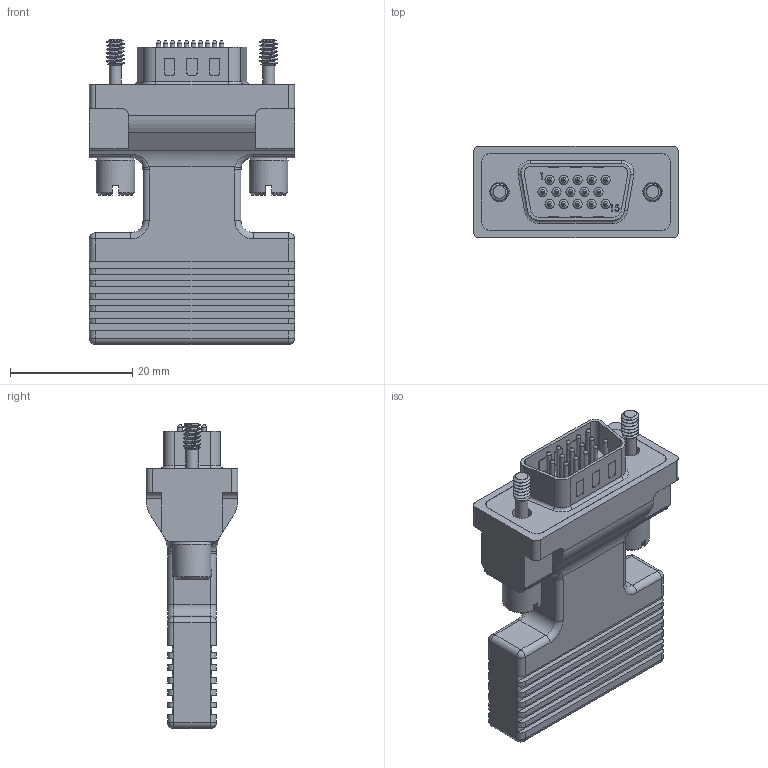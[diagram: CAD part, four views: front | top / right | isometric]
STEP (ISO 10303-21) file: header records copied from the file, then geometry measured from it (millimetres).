
FILE_DESCRIPTION (( 'STEP AP214' ), '1' );
FILE_NAME ('VHC00020.STEP', '2018-04-30T19:22:02', ( '' ), ( '' ), 'SwSTEP 2.0', 'SolidWorks 2017', '' );
FILE_SCHEMA (( 'AUTOMOTIVE_DESIGN' ));
Length unit declared in the file: inch
Products named in the file (5): 1AC04-001; 1AV02-007_SINGLE CONTACT; VHC00020-MA1; VHC00020; 1AJ06-027_WITHOUT KNURL
Assembly tree (19 placements, depth 2):
  VHC00020
    VHC00020-MA1
    1AV02-007_SINGLE CONTACT  x15
    1AC04-001
    1AJ06-027_WITHOUT KNURL  x2
Bounding box: 33.5 x 15 x 49.8 mm (x, y, z)
Volume: 11632 mm3; surface area: 10165.6 mm2
Topology: 19 solids, 19 shells, 1027 faces, 2709 edges, 1776 vertices
Faces by surface type: plane 554, cylinder 379, torus 46, bspline 26, cone 14, sphere 8
Full cylindrical faces by diameter (mm): 0.762 x15, 0.991 x15, 1.499 x15, 1.778 x15, 1.981 x2, 3.175 x2, 3.505 x2, 3.988 x2, 4.064 x1, 4.576 x2, 6.35 x2
Entity records: 19552 total; most frequent: CARTESIAN_POINT 5336, DIRECTION 2620, ORIENTED_EDGE 2518, EDGE_CURVE 1259, AXIS2_PLACEMENT_3D 933, VERTEX_POINT 847, VECTOR 754, LINE 754
